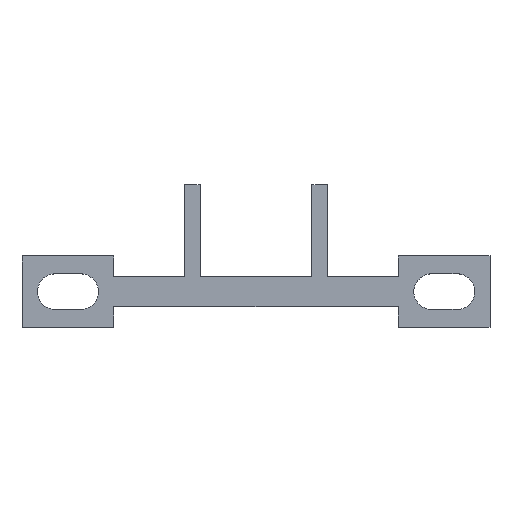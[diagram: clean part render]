
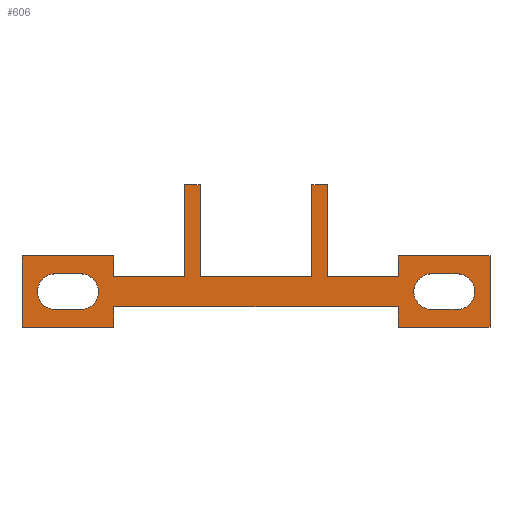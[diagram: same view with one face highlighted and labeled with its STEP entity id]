
A CAD part, top view. The second image highlights one B-rep face of the part: STEP entity #606.
In plain terms, the highlighted planar face has unit normal (0, 0, 1).
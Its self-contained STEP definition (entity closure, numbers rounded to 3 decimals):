
#15=FACE_BOUND('',#87,.T.);
#16=FACE_BOUND('',#88,.T.);
#20=CIRCLE('',#628,1.75);
#22=CIRCLE('',#632,1.75);
#24=CIRCLE('',#652,1.75);
#26=CIRCLE('',#656,1.75);
#56=FACE_OUTER_BOUND('',#86,.T.);
#86=EDGE_LOOP('',(#487,#488,#489,#490,#491,#492,#493,#494,#495,#496,#497,
#498,#499,#500,#501,#502,#503,#504,#505,#506));
#87=EDGE_LOOP('',(#507,#508,#509,#510));
#88=EDGE_LOOP('',(#511,#512,#513,#514));
#98=LINE('',#826,#174);
#102=LINE('',#840,#178);
#106=LINE('',#850,#182);
#108=LINE('',#856,#184);
#112=LINE('',#864,#188);
#115=LINE('',#870,#191);
#117=LINE('',#873,#193);
#120=LINE('',#880,#196);
#124=LINE('',#888,#200);
#126=LINE('',#892,#202);
#129=LINE('',#897,#205);
#133=LINE('',#904,#209);
#137=LINE('',#913,#213);
#140=LINE('',#919,#216);
#142=LINE('',#922,#218);
#145=LINE('',#928,#221);
#146=LINE('',#931,#222);
#149=LINE('',#937,#225);
#154=LINE('',#946,#230);
#158=LINE('',#960,#234);
#162=LINE('',#970,#238);
#163=LINE('',#973,#239);
#164=LINE('',#975,#240);
#165=LINE('',#976,#241);
#174=VECTOR('',#670,10.);
#178=VECTOR('',#682,10.);
#182=VECTOR('',#694,10.);
#184=VECTOR('',#698,10.);
#188=VECTOR('',#704,10.);
#191=VECTOR('',#709,10.);
#193=VECTOR('',#713,10.);
#196=VECTOR('',#718,10.);
#200=VECTOR('',#724,10.);
#202=VECTOR('',#728,10.);
#205=VECTOR('',#733,10.);
#209=VECTOR('',#739,10.);
#213=VECTOR('',#745,10.);
#216=VECTOR('',#750,10.);
#218=VECTOR('',#754,10.);
#221=VECTOR('',#759,10.);
#222=VECTOR('',#762,10.);
#225=VECTOR('',#767,10.);
#230=VECTOR('',#774,10.);
#234=VECTOR('',#786,10.);
#238=VECTOR('',#798,10.);
#239=VECTOR('',#801,10.);
#240=VECTOR('',#802,10.);
#241=VECTOR('',#803,10.);
#248=VERTEX_POINT('',#820);
#250=VERTEX_POINT('',#824);
#253=VERTEX_POINT('',#831);
#254=VERTEX_POINT('',#833);
#256=VERTEX_POINT('',#839);
#258=VERTEX_POINT('',#845);
#259=VERTEX_POINT('',#852);
#261=VERTEX_POINT('',#855);
#264=VERTEX_POINT('',#862);
#265=VERTEX_POINT('',#867);
#267=VERTEX_POINT('',#876);
#269=VERTEX_POINT('',#879);
#272=VERTEX_POINT('',#887);
#273=VERTEX_POINT('',#891);
#276=VERTEX_POINT('',#902);
#278=VERTEX_POINT('',#907);
#280=VERTEX_POINT('',#911);
#282=VERTEX_POINT('',#916);
#284=VERTEX_POINT('',#926);
#285=VERTEX_POINT('',#930);
#287=VERTEX_POINT('',#936);
#290=VERTEX_POINT('',#944);
#293=VERTEX_POINT('',#951);
#294=VERTEX_POINT('',#953);
#296=VERTEX_POINT('',#959);
#298=VERTEX_POINT('',#965);
#299=VERTEX_POINT('',#972);
#300=VERTEX_POINT('',#974);
#306=EDGE_CURVE('',#250,#248,#98,.T.);
#309=EDGE_CURVE('',#254,#253,#20,.F.);
#312=EDGE_CURVE('',#256,#254,#102,.F.);
#315=EDGE_CURVE('',#258,#256,#22,.F.);
#318=EDGE_CURVE('',#253,#258,#106,.F.);
#320=EDGE_CURVE('',#259,#261,#108,.T.);
#324=EDGE_CURVE('',#264,#259,#112,.T.);
#327=EDGE_CURVE('',#265,#250,#115,.T.);
#329=EDGE_CURVE('',#261,#265,#117,.T.);
#332=EDGE_CURVE('',#269,#267,#120,.T.);
#336=EDGE_CURVE('',#269,#272,#124,.T.);
#338=EDGE_CURVE('',#267,#273,#126,.F.);
#341=EDGE_CURVE('',#272,#264,#129,.T.);
#345=EDGE_CURVE('',#276,#273,#133,.T.);
#349=EDGE_CURVE('',#280,#278,#137,.T.);
#352=EDGE_CURVE('',#278,#282,#140,.T.);
#354=EDGE_CURVE('',#282,#276,#142,.T.);
#357=EDGE_CURVE('',#284,#280,#145,.T.);
#358=EDGE_CURVE('',#285,#248,#146,.F.);
#361=EDGE_CURVE('',#285,#287,#149,.T.);
#366=EDGE_CURVE('',#290,#284,#154,.T.);
#369=EDGE_CURVE('',#294,#293,#24,.F.);
#372=EDGE_CURVE('',#296,#294,#158,.F.);
#375=EDGE_CURVE('',#298,#296,#26,.F.);
#378=EDGE_CURVE('',#293,#298,#162,.F.);
#379=EDGE_CURVE('',#299,#290,#163,.T.);
#380=EDGE_CURVE('',#300,#299,#164,.T.);
#381=EDGE_CURVE('',#287,#300,#165,.T.);
#487=ORIENTED_EDGE('',*,*,#366,.F.);
#488=ORIENTED_EDGE('',*,*,#379,.F.);
#489=ORIENTED_EDGE('',*,*,#380,.F.);
#490=ORIENTED_EDGE('',*,*,#381,.F.);
#491=ORIENTED_EDGE('',*,*,#361,.F.);
#492=ORIENTED_EDGE('',*,*,#358,.T.);
#493=ORIENTED_EDGE('',*,*,#306,.F.);
#494=ORIENTED_EDGE('',*,*,#327,.F.);
#495=ORIENTED_EDGE('',*,*,#329,.F.);
#496=ORIENTED_EDGE('',*,*,#320,.F.);
#497=ORIENTED_EDGE('',*,*,#324,.F.);
#498=ORIENTED_EDGE('',*,*,#341,.F.);
#499=ORIENTED_EDGE('',*,*,#336,.F.);
#500=ORIENTED_EDGE('',*,*,#332,.T.);
#501=ORIENTED_EDGE('',*,*,#338,.T.);
#502=ORIENTED_EDGE('',*,*,#345,.F.);
#503=ORIENTED_EDGE('',*,*,#354,.F.);
#504=ORIENTED_EDGE('',*,*,#352,.F.);
#505=ORIENTED_EDGE('',*,*,#349,.F.);
#506=ORIENTED_EDGE('',*,*,#357,.F.);
#507=ORIENTED_EDGE('',*,*,#315,.T.);
#508=ORIENTED_EDGE('',*,*,#312,.T.);
#509=ORIENTED_EDGE('',*,*,#309,.T.);
#510=ORIENTED_EDGE('',*,*,#318,.T.);
#511=ORIENTED_EDGE('',*,*,#375,.T.);
#512=ORIENTED_EDGE('',*,*,#372,.T.);
#513=ORIENTED_EDGE('',*,*,#369,.T.);
#514=ORIENTED_EDGE('',*,*,#378,.T.);
#576=PLANE('',#658);
#606=ADVANCED_FACE('',(#56,#15,#16),#576,.F.);
#628=AXIS2_PLACEMENT_3D('',#834,#676,#677);
#632=AXIS2_PLACEMENT_3D('',#846,#688,#689);
#652=AXIS2_PLACEMENT_3D('',#954,#780,#781);
#656=AXIS2_PLACEMENT_3D('',#966,#792,#793);
#658=AXIS2_PLACEMENT_3D('',#971,#799,#800);
#670=DIRECTION('',(0.,1.,0.));
#676=DIRECTION('center_axis',(0.,0.,1.));
#677=DIRECTION('ref_axis',(-1.,0.,0.));
#682=DIRECTION('',(1.,0.,0.));
#688=DIRECTION('center_axis',(0.,0.,1.));
#689=DIRECTION('ref_axis',(-1.,0.,0.));
#694=DIRECTION('',(-1.,0.,0.));
#698=DIRECTION('',(1.,0.,0.));
#704=DIRECTION('',(0.,1.,0.));
#709=DIRECTION('',(-1.,0.,0.));
#713=DIRECTION('',(0.,-1.,0.));
#718=DIRECTION('',(-1.,0.,0.));
#724=DIRECTION('',(0.,-1.,0.));
#728=DIRECTION('',(0.,1.,0.));
#733=DIRECTION('',(1.,0.,0.));
#739=DIRECTION('',(1.,0.,0.));
#745=DIRECTION('',(0.,1.,0.));
#750=DIRECTION('',(1.,0.,0.));
#754=DIRECTION('',(0.,-1.,0.));
#759=DIRECTION('',(1.,0.,0.));
#762=DIRECTION('',(-1.,0.,0.));
#767=DIRECTION('',(0.,-1.,0.));
#774=DIRECTION('',(0.,-1.,0.));
#780=DIRECTION('center_axis',(0.,0.,1.));
#781=DIRECTION('ref_axis',(-1.,0.,0.));
#786=DIRECTION('',(1.,0.,0.));
#792=DIRECTION('center_axis',(0.,0.,1.));
#793=DIRECTION('ref_axis',(-1.,0.,0.));
#798=DIRECTION('',(-1.,0.,0.));
#799=DIRECTION('center_axis',(0.,0.,-1.));
#800=DIRECTION('ref_axis',(1.,0.,0.));
#801=DIRECTION('',(1.,0.,0.));
#802=DIRECTION('',(0.,1.,0.));
#803=DIRECTION('',(-1.,0.,0.));
#820=CARTESIAN_POINT('',(-239.921,-1.066,2.));
#824=CARTESIAN_POINT('',(-239.921,-3.066,2.));
#826=CARTESIAN_POINT('',(-239.921,0.434,2.));
#831=CARTESIAN_POINT('',(-236.663,2.184,2.));
#833=CARTESIAN_POINT('',(-236.663,-1.316,2.));
#834=CARTESIAN_POINT('Origin',(-236.663,0.434,2.));
#839=CARTESIAN_POINT('',(-234.156,-1.316,2.));
#840=CARTESIAN_POINT('',(-253.289,-1.316,2.));
#845=CARTESIAN_POINT('',(-234.156,2.184,2.));
#846=CARTESIAN_POINT('Origin',(-234.156,0.434,2.));
#850=CARTESIAN_POINT('',(-254.542,2.184,2.));
#852=CARTESIAN_POINT('',(-239.921,3.934,2.));
#855=CARTESIAN_POINT('',(-230.921,3.934,2.));
#856=CARTESIAN_POINT('',(-253.921,3.934,2.));
#862=CARTESIAN_POINT('',(-239.921,1.934,2.));
#864=CARTESIAN_POINT('',(-239.921,0.434,2.));
#867=CARTESIAN_POINT('',(-230.921,-3.066,2.));
#870=CARTESIAN_POINT('',(-253.921,-3.066,2.));
#873=CARTESIAN_POINT('',(-230.921,0.434,2.));
#876=CARTESIAN_POINT('',(-248.421,10.934,2.));
#879=CARTESIAN_POINT('',(-246.921,10.934,2.));
#880=CARTESIAN_POINT('',(-260.046,10.934,2.));
#887=CARTESIAN_POINT('',(-246.921,1.934,2.));
#888=CARTESIAN_POINT('',(-246.921,3.434,2.));
#891=CARTESIAN_POINT('',(-248.421,1.934,2.));
#892=CARTESIAN_POINT('',(-248.421,3.434,2.));
#897=CARTESIAN_POINT('',(-263.671,1.934,2.));
#902=CARTESIAN_POINT('',(-259.421,1.934,2.));
#904=CARTESIAN_POINT('',(-263.671,1.934,2.));
#907=CARTESIAN_POINT('',(-260.921,10.934,2.));
#911=CARTESIAN_POINT('',(-260.921,1.934,2.));
#913=CARTESIAN_POINT('',(-260.921,3.434,2.));
#916=CARTESIAN_POINT('',(-259.421,10.934,2.));
#919=CARTESIAN_POINT('',(-266.296,10.934,2.));
#922=CARTESIAN_POINT('',(-259.421,3.434,2.));
#926=CARTESIAN_POINT('',(-267.921,1.934,2.));
#928=CARTESIAN_POINT('',(-263.671,1.934,2.));
#930=CARTESIAN_POINT('',(-267.921,-1.066,2.));
#931=CARTESIAN_POINT('',(-263.671,-1.066,2.));
#936=CARTESIAN_POINT('',(-267.921,-3.066,2.));
#937=CARTESIAN_POINT('',(-267.921,0.434,2.));
#944=CARTESIAN_POINT('',(-267.921,3.934,2.));
#946=CARTESIAN_POINT('',(-267.921,0.434,2.));
#951=CARTESIAN_POINT('',(-273.663,2.184,2.));
#953=CARTESIAN_POINT('',(-273.663,-1.316,2.));
#954=CARTESIAN_POINT('Origin',(-273.663,0.434,2.));
#959=CARTESIAN_POINT('',(-271.156,-1.316,2.));
#960=CARTESIAN_POINT('',(-271.789,-1.316,2.));
#965=CARTESIAN_POINT('',(-271.156,2.184,2.));
#966=CARTESIAN_POINT('Origin',(-271.156,0.434,2.));
#970=CARTESIAN_POINT('',(-273.042,2.184,2.));
#971=CARTESIAN_POINT('Origin',(-272.421,0.434,2.));
#972=CARTESIAN_POINT('',(-276.921,3.934,2.));
#973=CARTESIAN_POINT('',(-272.421,3.934,2.));
#974=CARTESIAN_POINT('',(-276.921,-3.066,2.));
#975=CARTESIAN_POINT('',(-276.921,0.434,2.));
#976=CARTESIAN_POINT('',(-272.421,-3.066,2.));
